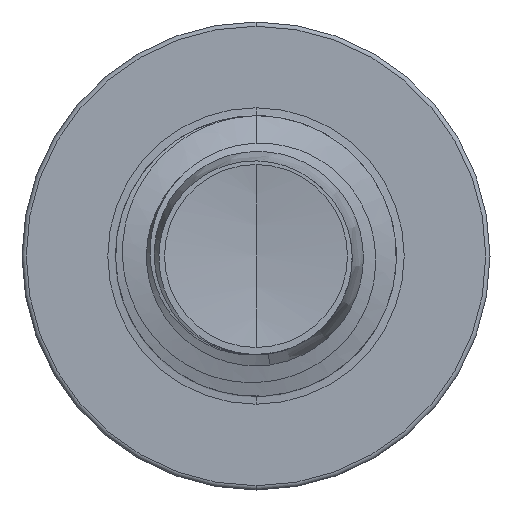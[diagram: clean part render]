
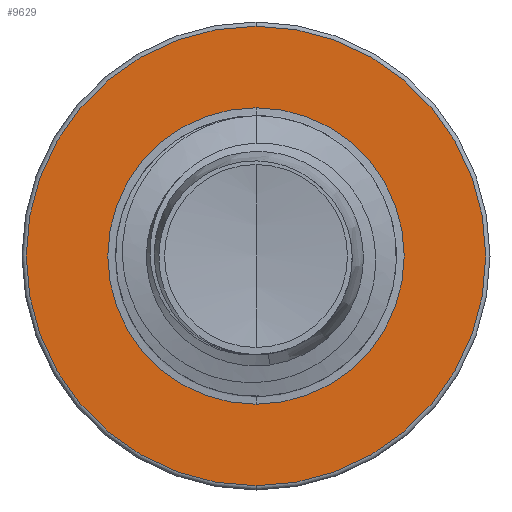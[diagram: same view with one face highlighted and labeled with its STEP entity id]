
A CAD part, front view. The second image highlights one B-rep face of the part: STEP entity #9629.
In plain terms, the highlighted planar face has unit normal (0, -1, 0).
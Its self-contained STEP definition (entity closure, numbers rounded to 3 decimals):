
#619 = CARTESIAN_POINT ( 'NONE',  ( 0., 5., 0. ) ) ;
#622 = CIRCLE ( 'NONE', #7391, 3.683 ) ;
#717 = AXIS2_PLACEMENT_3D ( 'NONE', #619, #9832, #2012 ) ;
#1491 = CARTESIAN_POINT ( 'NONE',  ( 0., 5., 3.683 ) ) ;
#1569 = CARTESIAN_POINT ( 'NONE',  ( 0., 5., -2.375 ) ) ;
#2012 = DIRECTION ( 'NONE',  ( 0., 0., 1. ) ) ;
#3013 = DIRECTION ( 'NONE',  ( 0., 1., 0. ) ) ;
#4055 = ORIENTED_EDGE ( 'NONE', *, *, #11079, .F. ) ;
#4888 = VERTEX_POINT ( 'NONE', #1491 ) ;
#5666 = ORIENTED_EDGE ( 'NONE', *, *, #10525, .T. ) ;
#5672 = CARTESIAN_POINT ( 'NONE',  ( 0., 5., -2.375 ) ) ;
#5778 = EDGE_CURVE ( 'NONE', #12732, #13924, #10552, .T. ) ;
#6179 = CARTESIAN_POINT ( 'NONE',  ( 0., 5., 0. ) ) ;
#6404 = EDGE_CURVE ( 'NONE', #4888, #10163, #12009, .T. ) ;
#6723 = CARTESIAN_POINT ( 'NONE',  ( 0., 5., 0. ) ) ;
#6998 = DIRECTION ( 'NONE',  ( 0., 1., 0. ) ) ;
#7391 = AXIS2_PLACEMENT_3D ( 'NONE', #6179, #15419, #7496 ) ;
#7496 = DIRECTION ( 'NONE',  ( 0., 0., 1. ) ) ;
#8036 = DIRECTION ( 'NONE',  ( 0., 0., 1. ) ) ;
#8249 = FACE_OUTER_BOUND ( 'NONE', #9120, .T. ) ;
#8593 = AXIS2_PLACEMENT_3D ( 'NONE', #10847, #3013, #12185 ) ;
#8929 = AXIS2_PLACEMENT_3D ( 'NONE', #5672, #6998, #16240 ) ;
#9120 = EDGE_LOOP ( 'NONE', ( #16407, #4055 ) ) ;
#9214 = CARTESIAN_POINT ( 'NONE',  ( 0., 5., -3.682 ) ) ;
#9629 = ADVANCED_FACE ( 'NONE', ( #8249, #14895 ), #10909, .F. ) ;
#9832 = DIRECTION ( 'NONE',  ( 0., 1., 0. ) ) ;
#10163 = VERTEX_POINT ( 'NONE', #9214 ) ;
#10525 = EDGE_CURVE ( 'NONE', #13924, #12732, #12387, .T. ) ;
#10552 = CIRCLE ( 'NONE', #717, 2.375 ) ;
#10847 = CARTESIAN_POINT ( 'NONE',  ( 0., 5., 0. ) ) ;
#10909 = PLANE ( 'NONE',  #8929 ) ;
#10932 = CARTESIAN_POINT ( 'NONE',  ( 0., 5., 2.375 ) ) ;
#11079 = EDGE_CURVE ( 'NONE', #10163, #4888, #622, .T. ) ;
#12009 = CIRCLE ( 'NONE', #13090, 3.683 ) ;
#12185 = DIRECTION ( 'NONE',  ( 0., 0., 1. ) ) ;
#12387 = CIRCLE ( 'NONE', #8593, 2.375 ) ;
#12732 = VERTEX_POINT ( 'NONE', #1569 ) ;
#13090 = AXIS2_PLACEMENT_3D ( 'NONE', #6723, #15959, #8036 ) ;
#13924 = VERTEX_POINT ( 'NONE', #10932 ) ;
#14895 = FACE_BOUND ( 'NONE', #15572, .T. ) ;
#15419 = DIRECTION ( 'NONE',  ( 0., 1., 0. ) ) ;
#15572 = EDGE_LOOP ( 'NONE', ( #5666, #16619 ) ) ;
#15959 = DIRECTION ( 'NONE',  ( 0., 1., 0. ) ) ;
#16240 = DIRECTION ( 'NONE',  ( 0., 0., 1. ) ) ;
#16407 = ORIENTED_EDGE ( 'NONE', *, *, #6404, .F. ) ;
#16619 = ORIENTED_EDGE ( 'NONE', *, *, #5778, .T. ) ;
